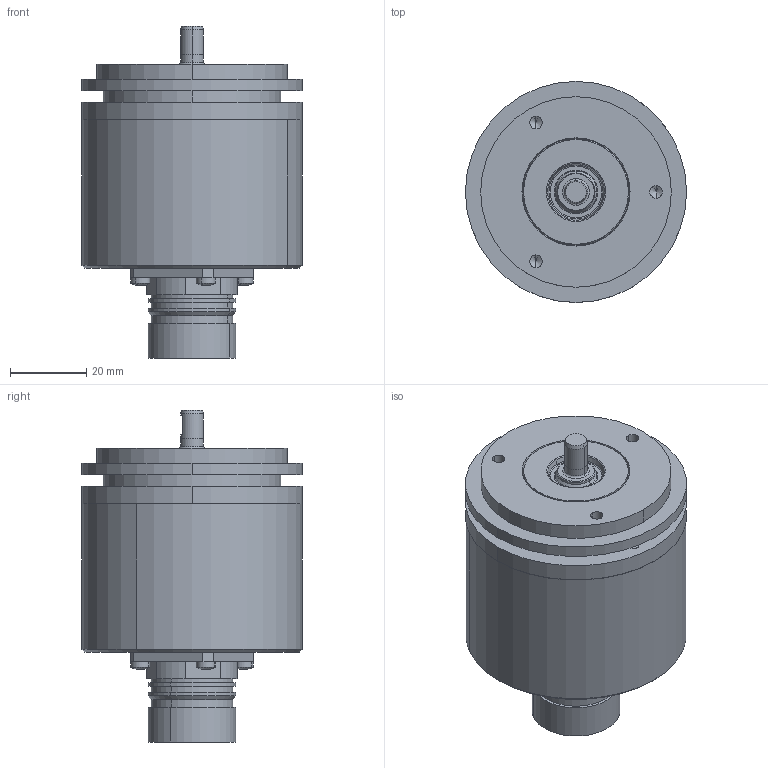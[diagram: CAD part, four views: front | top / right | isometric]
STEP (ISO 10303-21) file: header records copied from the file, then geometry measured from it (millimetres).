
FILE_DESCRIPTION((''),'2;1');
FILE_NAME('507823','2010-11-10T',('se2802'),(''),'PRO/ENGINEER BY PARAMETRIC TECHNOLOGY CORPORATION, 2010180','PRO/ENGINEER BY PARAMETRIC TECHNOLOGY CORPORATION, 2010180','');
FILE_SCHEMA(('CONFIG_CONTROL_DESIGN'));
Products named in the file (1): 507823
Bounding box: 58 x 58 x 87.1 mm (x, y, z)
Volume: 84921.1 mm3; surface area: 45108.2 mm2
Topology: 1 solids, 3 shells, 1478 faces, 4055 edges, 2638 vertices
Faces by surface type: cylinder 533, plane 479, extrusion 324, cone 66, torus 62, sphere 14
Entity records: 52607 total; most frequent: CARTESIAN_POINT 15353, ORIENTED_EDGE 8094, DIRECTION 7235, EDGE_CURVE 4047, AXIS2_PLACEMENT_3D 2642, VERTEX_POINT 2638, VECTOR 1951, EDGE_LOOP 1635
